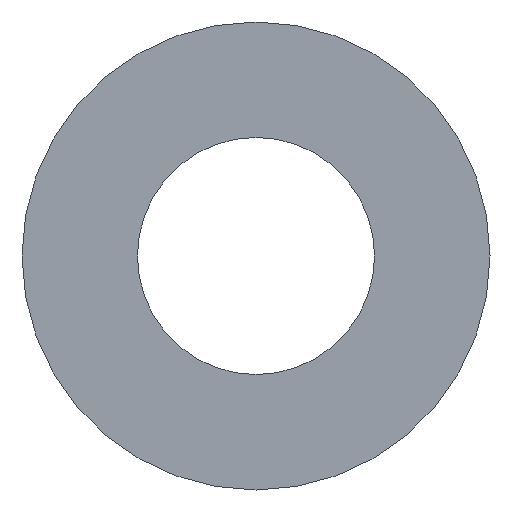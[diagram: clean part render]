
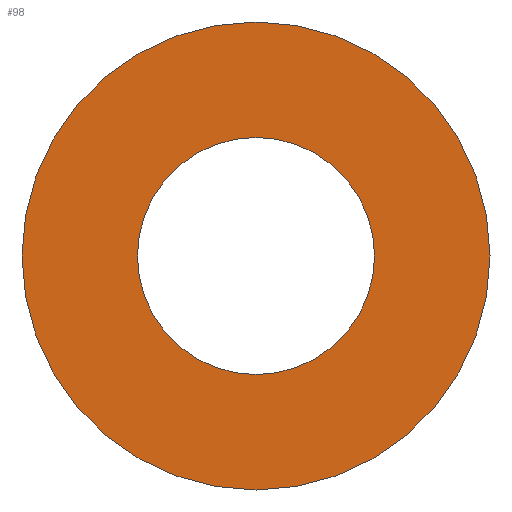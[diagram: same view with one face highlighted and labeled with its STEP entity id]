
A CAD part, front view. The second image highlights one B-rep face of the part: STEP entity #98.
In plain terms, the highlighted planar face has unit normal (0, -1, 0).
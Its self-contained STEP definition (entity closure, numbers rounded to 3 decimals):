
#1 = AXIS2_PLACEMENT_3D ( 'NONE', #144, #218, #4 ) ;
#3 = DIRECTION ( 'NONE',  ( 0., 0., 1. ) ) ;
#4 = DIRECTION ( 'NONE',  ( 0., 0., 1. ) ) ;
#7 = CARTESIAN_POINT ( 'NONE',  ( 0., 0., 0. ) ) ;
#12 = EDGE_CURVE ( 'NONE', #93, #114, #226, .T. ) ;
#13 = VERTEX_POINT ( 'NONE', #238 ) ;
#20 = CARTESIAN_POINT ( 'NONE',  ( 0., 0., 0. ) ) ;
#23 = CARTESIAN_POINT ( 'NONE',  ( 0., 0., -6.35 ) ) ;
#33 = ORIENTED_EDGE ( 'NONE', *, *, #203, .F. ) ;
#36 = PLANE ( 'NONE',  #182 ) ;
#53 = EDGE_LOOP ( 'NONE', ( #244, #33 ) ) ;
#54 = DIRECTION ( 'NONE',  ( 0., 0., 1. ) ) ;
#56 = AXIS2_PLACEMENT_3D ( 'NONE', #167, #183, #3 ) ;
#72 = ORIENTED_EDGE ( 'NONE', *, *, #246, .T. ) ;
#78 = CIRCLE ( 'NONE', #56, 12.535 ) ;
#82 = DIRECTION ( 'NONE',  ( 0., 1., 0. ) ) ;
#84 = DIRECTION ( 'NONE',  ( 0., 0., 1. ) ) ;
#93 = VERTEX_POINT ( 'NONE', #195 ) ;
#98 = ADVANCED_FACE ( 'NONE', ( #138, #179 ), #36, .F. ) ;
#114 = VERTEX_POINT ( 'NONE', #116 ) ;
#116 = CARTESIAN_POINT ( 'NONE',  ( 0., 0., 12.535 ) ) ;
#129 = AXIS2_PLACEMENT_3D ( 'NONE', #7, #170, #84 ) ;
#131 = EDGE_LOOP ( 'NONE', ( #72, #136 ) ) ;
#136 = ORIENTED_EDGE ( 'NONE', *, *, #151, .T. ) ;
#138 = FACE_BOUND ( 'NONE', #131, .T. ) ;
#139 = AXIS2_PLACEMENT_3D ( 'NONE', #20, #82, #164 ) ;
#144 = CARTESIAN_POINT ( 'NONE',  ( 0., 0., 0. ) ) ;
#151 = EDGE_CURVE ( 'NONE', #177, #13, #152, .T. ) ;
#152 = CIRCLE ( 'NONE', #139, 6.35 ) ;
#164 = DIRECTION ( 'NONE',  ( 0., 0., 1. ) ) ;
#167 = CARTESIAN_POINT ( 'NONE',  ( 0., 0., 0. ) ) ;
#170 = DIRECTION ( 'NONE',  ( 0., 1., 0. ) ) ;
#177 = VERTEX_POINT ( 'NONE', #23 ) ;
#179 = FACE_OUTER_BOUND ( 'NONE', #53, .T. ) ;
#182 = AXIS2_PLACEMENT_3D ( 'NONE', #248, #214, #54 ) ;
#183 = DIRECTION ( 'NONE',  ( 0., 1., 0. ) ) ;
#192 = CIRCLE ( 'NONE', #1, 6.35 ) ;
#195 = CARTESIAN_POINT ( 'NONE',  ( 0., 0., -12.535 ) ) ;
#203 = EDGE_CURVE ( 'NONE', #114, #93, #78, .T. ) ;
#214 = DIRECTION ( 'NONE',  ( 0., 1., 0. ) ) ;
#218 = DIRECTION ( 'NONE',  ( 0., 1., 0. ) ) ;
#226 = CIRCLE ( 'NONE', #129, 12.535 ) ;
#238 = CARTESIAN_POINT ( 'NONE',  ( 0., 0., 6.35 ) ) ;
#244 = ORIENTED_EDGE ( 'NONE', *, *, #12, .F. ) ;
#246 = EDGE_CURVE ( 'NONE', #13, #177, #192, .T. ) ;
#248 = CARTESIAN_POINT ( 'NONE',  ( 0., 0., 0. ) ) ;
